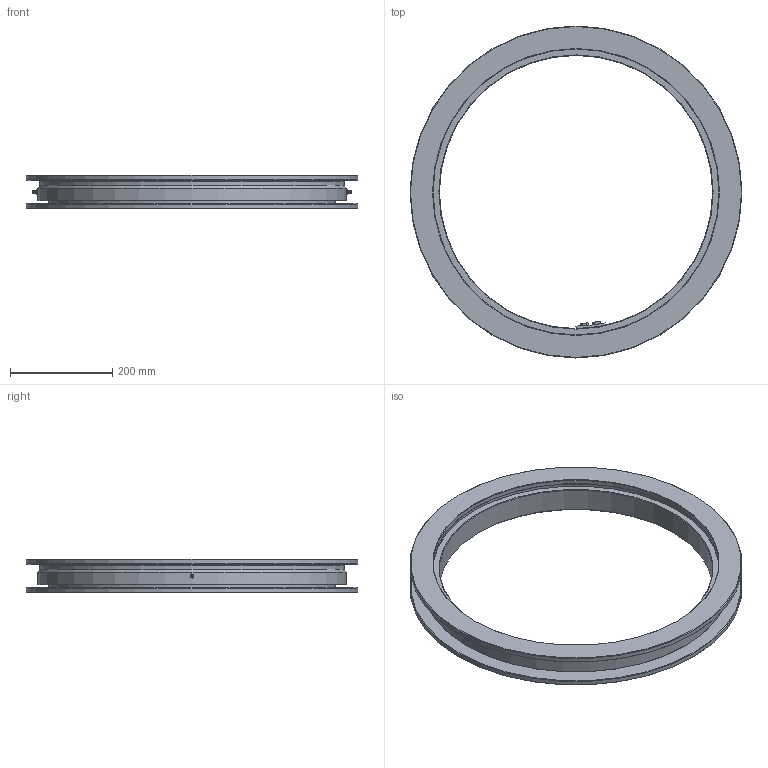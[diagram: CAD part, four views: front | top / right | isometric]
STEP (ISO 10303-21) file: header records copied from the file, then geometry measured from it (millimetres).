
FILE_DESCRIPTION (( 'STEP AP214' ), '1' );
FILE_NAME ('U.650.14 - Cast Iron.STEP', '2020-02-27T09:20:01', ( '' ), ( '' ), 'SwSTEP 2.0', 'SolidWorks 2016', '' );
FILE_SCHEMA (( 'AUTOMOTIVE_DESIGN' ));
Length unit declared in the file: millimetre
Products named in the file (7): U.650.14 - Cast Iron; U.650.14 - Plug; Grease nipple M6x1mm; U.650.14 - OR; U.650.14 - IR; Hex Bolt M8x15mm_A4-70; Ball D14
Assembly tree (117 placements, depth 2):
  U.650.14 - Cast Iron
    U.650.14 - IR
    U.650.14 - OR
    Ball D14  x110
    Grease nipple M6x1mm  x2
    U.650.14 - Plug
    Hex Bolt M8x15mm_A4-70  x2
Bounding box: 650 x 650 x 65 mm (x, y, z)
Volume: 4059773.9 mm3; surface area: 832130.4 mm2
Topology: 117 solids, 117 shells, 255 faces, 644 edges, 409 vertices
Faces by surface type: sphere 110, cone 59, plane 49, cylinder 24, torus 13
Full cylindrical faces by diameter (mm): 2.5 x2, 3 x2, 5 x2, 6 x2, 8 x4, 535 x1, 560 x1, 562 x2, 566 x2, 596 x1, 604 x1, 650 x2
Entity records: 4080 total; most frequent: CARTESIAN_POINT 1105, DIRECTION 628, ORIENTED_EDGE 312, AXIS2_PLACEMENT_3D 301, EDGE_LOOP 166, EDGE_CURVE 156, FACE_OUTER_BOUND 127, PRODUCT_DEFINITION_SHAPE 124
